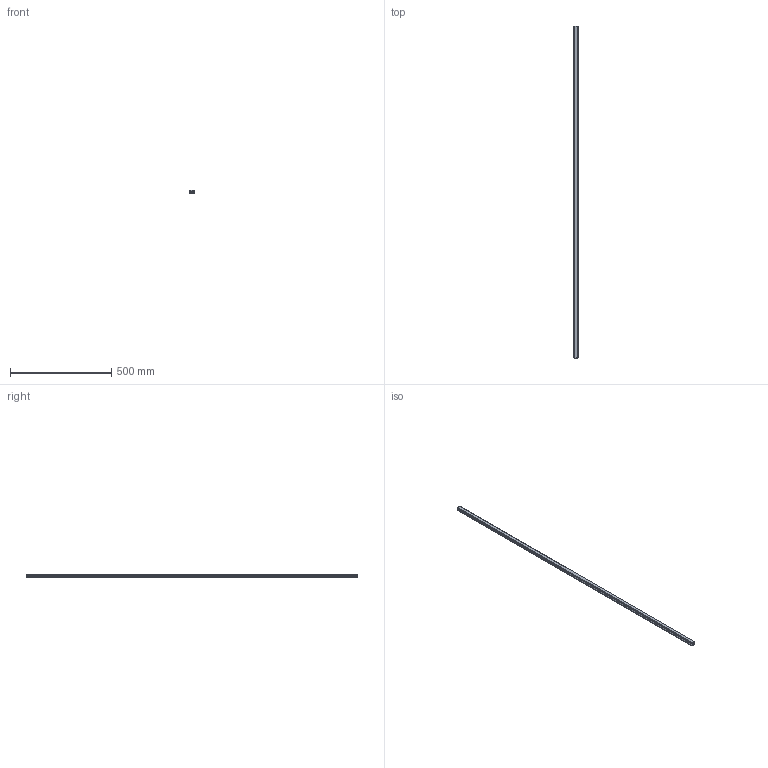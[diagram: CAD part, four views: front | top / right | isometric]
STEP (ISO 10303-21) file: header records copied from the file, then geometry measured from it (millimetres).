
FILE_DESCRIPTION(('STEP AP214'),'1');
FILE_NAME('cctmp_5277450C-4F3E-43EA-9379-C7CA6AD02D8D_2021_01_21_13_51_00_0876..stp','2021-01-21T12:51:00',('HIWIN GmbH'),('CADClick - www.CADClick.com'),'Spatial InterOp 3D',' ','unknown authorization');
FILE_SCHEMA(('AUTOMOTIVE_DESIGN'));
Length unit declared in the file: millimetre
Products named in the file (1): HGR20T1640C_FILE
Bounding box: 20 x 1640 x 17.5 mm (x, y, z)
Volume: 484226.8 mm3; surface area: 131094.7 mm2
Topology: 1 solids, 1 shells, 219 faces, 583 edges, 342 vertices
Faces by surface type: plane 85, cylinder 78, cone 56
Entity records: 8129 total; most frequent: DIRECTION 1123, CARTESIAN_POINT 1089, ORIENTED_EDGE 1054, EDGE_CURVE 527, AXIS2_PLACEMENT_3D 376, LINE 371, VECTOR 371, VERTEX_POINT 342
